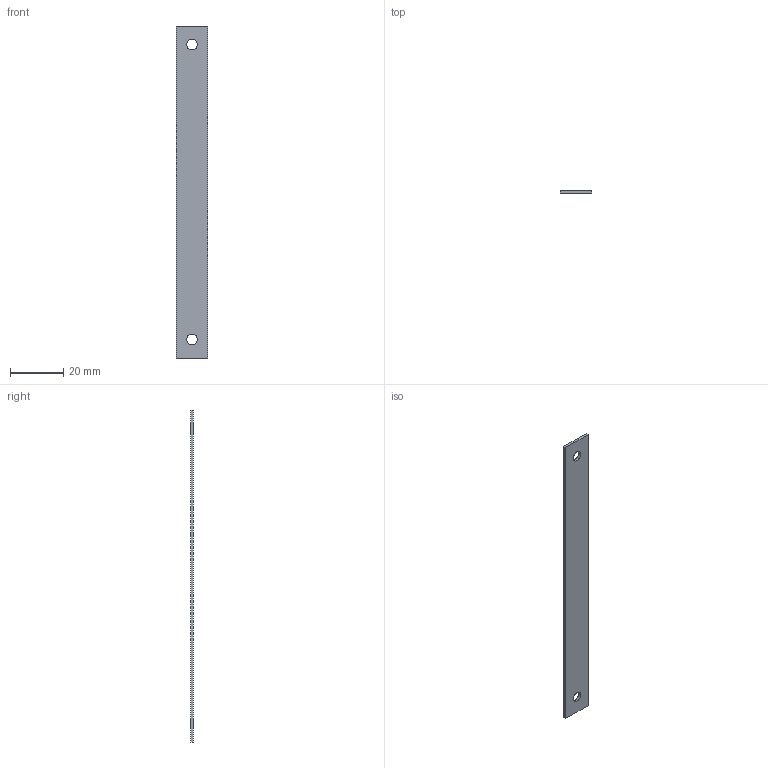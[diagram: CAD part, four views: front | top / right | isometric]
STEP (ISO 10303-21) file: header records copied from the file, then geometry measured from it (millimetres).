
FILE_DESCRIPTION(/* description */ (''),/* implementation_level */ '2;1');
FILE_NAME(/* name */ 'Heater Fixing Bar.stp',/* time_stamp */ '2020-08-22T12:42:08-04:00',/* author */ ('ignac'),/* organization */ (''),/* preprocessor_version */ 'ST-DEVELOPER v18',/* originating_system */ 'Autodesk Inventor 2020',/* authorisation */ '');
FILE_SCHEMA (('AUTOMOTIVE_DESIGN { 1 0 10303 214 3 1 1 }'));
Length unit declared in the file: millimetre
Products named in the file (1): Heater Fixing Bar
Bounding box: 12 x 1 x 125 mm (x, y, z)
Volume: 1474.9 mm3; surface area: 3248.9 mm2
Topology: 1 solids, 1 shells, 8 faces, 18 edges, 12 vertices
Faces by surface type: plane 6, cylinder 2
Full cylindrical faces by diameter (mm): 4 x2
Entity records: 275 total; most frequent: DIRECTION 40, CARTESIAN_POINT 39, ORIENTED_EDGE 36, EDGE_CURVE 18, LINE 14, VECTOR 14, AXIS2_PLACEMENT_3D 13, EDGE_LOOP 12
